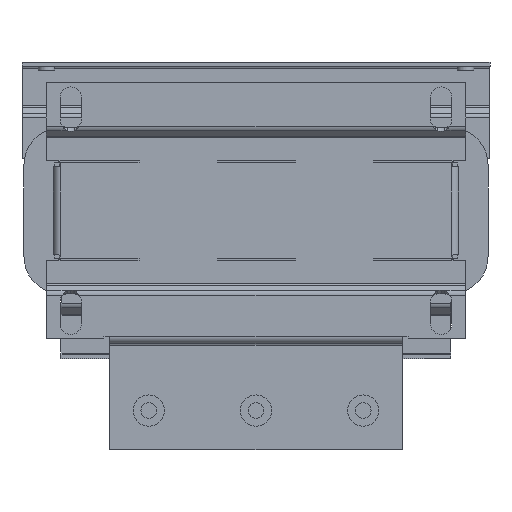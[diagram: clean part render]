
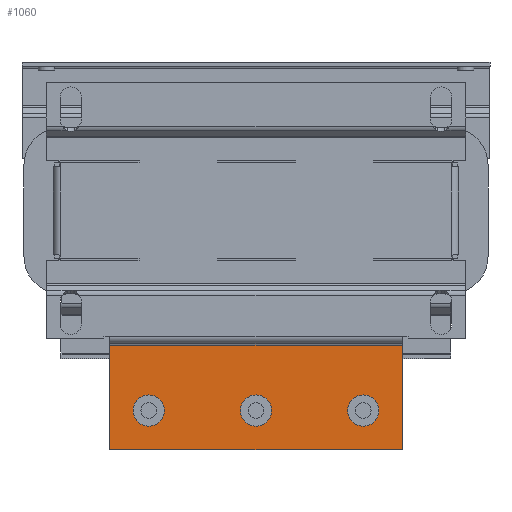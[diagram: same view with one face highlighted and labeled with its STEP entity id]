
A CAD part, front view. The second image highlights one B-rep face of the part: STEP entity #1060.
In plain terms, the highlighted planar face has unit normal (0, -1, 0).
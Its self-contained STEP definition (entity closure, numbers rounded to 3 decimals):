
#376 = VERTEX_POINT ( 'NONE', #11924 ) ;
#876 = FACE_BOUND ( 'NONE', #16979, .T. ) ;
#1060 = ADVANCED_FACE ( 'NONE', ( #2953, #876, #17875, #26366 ), #1536, .F. ) ;
#1092 = CARTESIAN_POINT ( 'NONE',  ( -75., -90., -122.5 ) ) ;
#1369 = LINE ( 'NONE', #9869, #15917 ) ;
#1536 = PLANE ( 'NONE',  #13873 ) ;
#2256 = EDGE_CURVE ( 'NONE', #7782, #13507, #27095, .T. ) ;
#2261 = VERTEX_POINT ( 'NONE', #26464 ) ;
#2459 = VECTOR ( 'NONE', #12637, 1000. ) ;
#2504 = ORIENTED_EDGE ( 'NONE', *, *, #10416, .F. ) ;
#2745 = DIRECTION ( 'NONE',  ( 0., 1., 0. ) ) ;
#2845 = DIRECTION ( 'NONE',  ( 0., 0., 1. ) ) ;
#2953 = FACE_BOUND ( 'NONE', #12238, .T. ) ;
#3442 = CIRCLE ( 'NONE', #14579, 8. ) ;
#4840 = CIRCLE ( 'NONE', #19545, 8. ) ;
#5195 = AXIS2_PLACEMENT_3D ( 'NONE', #11778, #11919, #20426 ) ;
#5211 = DIRECTION ( 'NONE',  ( 0., 1., 0. ) ) ;
#5375 = ORIENTED_EDGE ( 'NONE', *, *, #13942, .T. ) ;
#5934 = DIRECTION ( 'NONE',  ( 1., 0., 0. ) ) ;
#6055 = DIRECTION ( 'NONE',  ( 0., 0., 1. ) ) ;
#6654 = ORIENTED_EDGE ( 'NONE', *, *, #2256, .T. ) ;
#7405 = EDGE_CURVE ( 'NONE', #22680, #2261, #3442, .T. ) ;
#7426 = CIRCLE ( 'NONE', #5195, 8. ) ;
#7583 = EDGE_LOOP ( 'NONE', ( #22973, #22220, #17983, #2504 ) ) ;
#7782 = VERTEX_POINT ( 'NONE', #17518 ) ;
#7878 = EDGE_LOOP ( 'NONE', ( #23549, #10302 ) ) ;
#8246 = CARTESIAN_POINT ( 'NONE',  ( -8., -90., -102.5 ) ) ;
#8685 = CARTESIAN_POINT ( 'NONE',  ( -75., -90., -69. ) ) ;
#8722 = CARTESIAN_POINT ( 'NONE',  ( 75., -90., -69. ) ) ;
#8811 = CARTESIAN_POINT ( 'NONE',  ( -75., -90., -69. ) ) ;
#9048 = EDGE_CURVE ( 'NONE', #2261, #22680, #9142, .T. ) ;
#9142 = CIRCLE ( 'NONE', #24695, 8. ) ;
#9581 = VECTOR ( 'NONE', #13908, 1000. ) ;
#9869 = CARTESIAN_POINT ( 'NONE',  ( 75., -90., -122.5 ) ) ;
#10302 = ORIENTED_EDGE ( 'NONE', *, *, #7405, .T. ) ;
#10347 = EDGE_CURVE ( 'NONE', #376, #10825, #20186, .T. ) ;
#10416 = EDGE_CURVE ( 'NONE', #22712, #13541, #22930, .T. ) ;
#10825 = VERTEX_POINT ( 'NONE', #8811 ) ;
#10913 = LINE ( 'NONE', #8685, #20085 ) ;
#11743 = EDGE_CURVE ( 'NONE', #13507, #7782, #7426, .T. ) ;
#11778 = CARTESIAN_POINT ( 'NONE',  ( 0., -90., -102.5 ) ) ;
#11919 = DIRECTION ( 'NONE',  ( 0., 1., 0. ) ) ;
#11924 = CARTESIAN_POINT ( 'NONE',  ( -75., -90., -122.5 ) ) ;
#11959 = AXIS2_PLACEMENT_3D ( 'NONE', #17972, #17843, #15874 ) ;
#12238 = EDGE_LOOP ( 'NONE', ( #6654, #21160 ) ) ;
#12597 = EDGE_CURVE ( 'NONE', #13541, #376, #1369, .T. ) ;
#12637 = DIRECTION ( 'NONE',  ( 0., 0., -1. ) ) ;
#12951 = CARTESIAN_POINT ( 'NONE',  ( -55., -90., -102.5 ) ) ;
#13507 = VERTEX_POINT ( 'NONE', #8246 ) ;
#13541 = VERTEX_POINT ( 'NONE', #23985 ) ;
#13821 = DIRECTION ( 'NONE',  ( 0., 0., 1. ) ) ;
#13856 = CARTESIAN_POINT ( 'NONE',  ( 55., -90., -102.5 ) ) ;
#13873 = AXIS2_PLACEMENT_3D ( 'NONE', #24531, #18275, #13821 ) ;
#13908 = DIRECTION ( 'NONE',  ( 0., 0., 1. ) ) ;
#13942 = EDGE_CURVE ( 'NONE', #18790, #25123, #27532, .T. ) ;
#14327 = EDGE_CURVE ( 'NONE', #25123, #18790, #4840, .T. ) ;
#14579 = AXIS2_PLACEMENT_3D ( 'NONE', #12951, #26314, #26174 ) ;
#14750 = CARTESIAN_POINT ( 'NONE',  ( 47., -90., -102.5 ) ) ;
#14867 = CARTESIAN_POINT ( 'NONE',  ( 75., -90., -68. ) ) ;
#15874 = DIRECTION ( 'NONE',  ( 0., 0., 1. ) ) ;
#15917 = VECTOR ( 'NONE', #18369, 1000. ) ;
#16778 = DIRECTION ( 'NONE',  ( 0., 1., 0. ) ) ;
#16979 = EDGE_LOOP ( 'NONE', ( #5375, #22437 ) ) ;
#17518 = CARTESIAN_POINT ( 'NONE',  ( 8., -90., -102.5 ) ) ;
#17677 = CARTESIAN_POINT ( 'NONE',  ( 63., -90., -102.5 ) ) ;
#17843 = DIRECTION ( 'NONE',  ( 0., 1., 0. ) ) ;
#17875 = FACE_BOUND ( 'NONE', #7878, .T. ) ;
#17924 = EDGE_CURVE ( 'NONE', #10825, #22712, #10913, .T. ) ;
#17972 = CARTESIAN_POINT ( 'NONE',  ( 0., -90., -102.5 ) ) ;
#17983 = ORIENTED_EDGE ( 'NONE', *, *, #12597, .F. ) ;
#18275 = DIRECTION ( 'NONE',  ( 0., 1., 0. ) ) ;
#18369 = DIRECTION ( 'NONE',  ( -1., 0., 0. ) ) ;
#18790 = VERTEX_POINT ( 'NONE', #17677 ) ;
#19545 = AXIS2_PLACEMENT_3D ( 'NONE', #13856, #5211, #2845 ) ;
#19882 = CARTESIAN_POINT ( 'NONE',  ( 55., -90., -102.5 ) ) ;
#20085 = VECTOR ( 'NONE', #5934, 1000. ) ;
#20165 = DIRECTION ( 'NONE',  ( 0., 0., 1. ) ) ;
#20186 = LINE ( 'NONE', #1092, #9581 ) ;
#20426 = DIRECTION ( 'NONE',  ( 0., 0., 1. ) ) ;
#20437 = CARTESIAN_POINT ( 'NONE',  ( -63., -90., -102.5 ) ) ;
#21160 = ORIENTED_EDGE ( 'NONE', *, *, #11743, .T. ) ;
#22220 = ORIENTED_EDGE ( 'NONE', *, *, #10347, .F. ) ;
#22437 = ORIENTED_EDGE ( 'NONE', *, *, #14327, .T. ) ;
#22680 = VERTEX_POINT ( 'NONE', #20437 ) ;
#22712 = VERTEX_POINT ( 'NONE', #8722 ) ;
#22930 = LINE ( 'NONE', #14867, #2459 ) ;
#22973 = ORIENTED_EDGE ( 'NONE', *, *, #17924, .F. ) ;
#23075 = AXIS2_PLACEMENT_3D ( 'NONE', #19882, #2745, #20165 ) ;
#23549 = ORIENTED_EDGE ( 'NONE', *, *, #9048, .T. ) ;
#23985 = CARTESIAN_POINT ( 'NONE',  ( 75., -90., -122.5 ) ) ;
#24531 = CARTESIAN_POINT ( 'NONE',  ( 0., -90., 0. ) ) ;
#24695 = AXIS2_PLACEMENT_3D ( 'NONE', #25130, #16778, #6055 ) ;
#25123 = VERTEX_POINT ( 'NONE', #14750 ) ;
#25130 = CARTESIAN_POINT ( 'NONE',  ( -55., -90., -102.5 ) ) ;
#26174 = DIRECTION ( 'NONE',  ( 0., 0., 1. ) ) ;
#26314 = DIRECTION ( 'NONE',  ( 0., 1., 0. ) ) ;
#26366 = FACE_OUTER_BOUND ( 'NONE', #7583, .T. ) ;
#26464 = CARTESIAN_POINT ( 'NONE',  ( -47., -90., -102.5 ) ) ;
#27095 = CIRCLE ( 'NONE', #11959, 8. ) ;
#27532 = CIRCLE ( 'NONE', #23075, 8. ) ;
